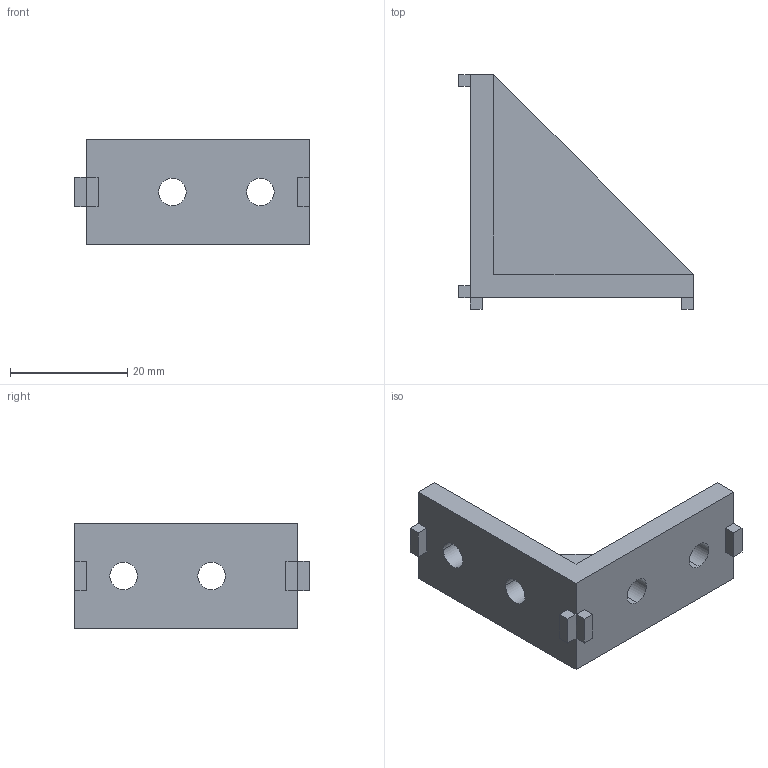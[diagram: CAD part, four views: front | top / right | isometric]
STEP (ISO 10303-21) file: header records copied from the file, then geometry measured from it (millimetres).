
FILE_DESCRIPTION (( 'STEP AP203' ), '1' );
FILE_NAME ('ALF-RC2040-6.step', '2024-08-13T09:15:14', ( '' ), ( '' ), 'SwSTEP 2.0', 'SolidWorks 2022', '' );
FILE_SCHEMA (( 'CONFIG_CONTROL_DESIGN' ));
Length unit declared in the file: millimetre
Products named in the file (1): ALF-RC2040-6
Bounding box: 40 x 40 x 18 mm (x, y, z)
Volume: 6720.4 mm3; surface area: 4617.7 mm2
Topology: 1 solids, 1 shells, 36 faces, 94 edges, 60 vertices
Faces by surface type: plane 28, cylinder 8
Entity records: 1183 total; most frequent: CARTESIAN_POINT 191, ORIENTED_EDGE 188, DIRECTION 184, EDGE_CURVE 94, VECTOR 78, LINE 78, VERTEX_POINT 60, AXIS2_PLACEMENT_3D 53
